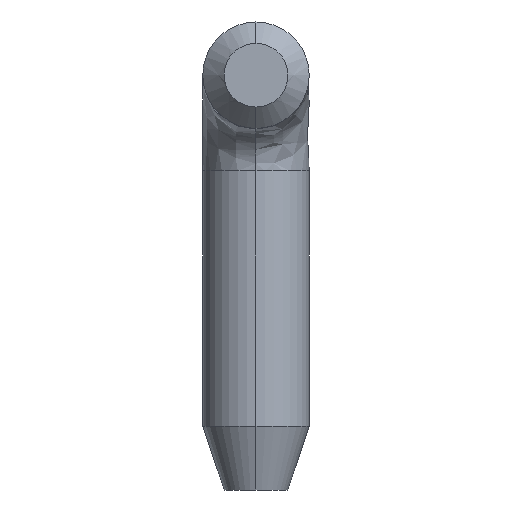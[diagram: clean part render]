
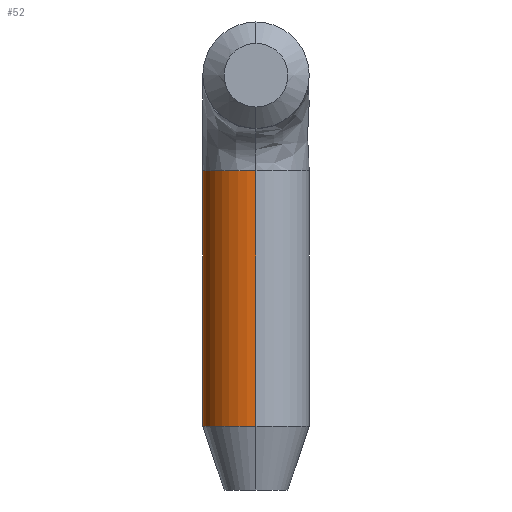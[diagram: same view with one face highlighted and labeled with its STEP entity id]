
A CAD part, left-side view. The second image highlights one B-rep face of the part: STEP entity #52.
In plain terms, the highlighted cylindrical face has radius 2.5 mm (diameter 5 mm), a partial arc.
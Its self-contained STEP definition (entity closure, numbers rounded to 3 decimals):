
#52=ADVANCED_FACE('',(#189),#188,.T.);
#188=CYLINDRICAL_SURFACE('',#423,2.5);
#189=FACE_OUTER_BOUND('',#424,.T.);
#420=CARTESIAN_POINT('',(57.5,0.,-17.7));
#421=DIRECTION('',(0.,0.,-1.));
#422=DIRECTION('',(-1.,0.,0.));
#423=AXIS2_PLACEMENT_3D('',#420,#421,#422);
#424=EDGE_LOOP('',(#548,#549,#550,#551));
#548=ORIENTED_EDGE('',*,*,#626,.F.);
#549=ORIENTED_EDGE('',*,*,#627,.F.);
#550=ORIENTED_EDGE('',*,*,#596,.T.);
#551=ORIENTED_EDGE('',*,*,#628,.T.);
#596=EDGE_CURVE('',#642,#643,#644,.T.);
#626=EDGE_CURVE('',#846,#847,#848,.T.);
#627=EDGE_CURVE('',#642,#846,#854,.T.);
#628=EDGE_CURVE('',#643,#847,#860,.T.);
#642=VERTEX_POINT('',#946);
#643=VERTEX_POINT('',#947);
#644=CIRCLE('',#951,2.5);
#846=VERTEX_POINT('',#1083);
#847=VERTEX_POINT('',#1084);
#848=CIRCLE('',#1088,2.5);
#854=(BOUNDED_CURVE() B_SPLINE_CURVE(1,(#1089,#1090),.UNSPECIFIED.,.F.,.F.) B_SPLINE_CURVE_WITH_KNOTS((2,2),(0.083,0.917),.UNSPECIFIED.) CURVE() GEOMETRIC_REPRESENTATION_ITEM() RATIONAL_B_SPLINE_CURVE((1.,1.)) REPRESENTATION_ITEM('') );
#860=(BOUNDED_CURVE() B_SPLINE_CURVE(1,(#1091,#1092),.UNSPECIFIED.,.F.,.F.) B_SPLINE_CURVE_WITH_KNOTS((2,2),(0.083,0.917),.UNSPECIFIED.) CURVE() GEOMETRIC_REPRESENTATION_ITEM() RATIONAL_B_SPLINE_CURVE((0.75,0.75)) REPRESENTATION_ITEM('') );
#946=CARTESIAN_POINT('',(55.,0.,-4.5));
#947=CARTESIAN_POINT('',(60.,0.,-4.5));
#948=CARTESIAN_POINT('',(57.5,0.,-4.5));
#949=DIRECTION('',(0.,0.,-1.));
#950=DIRECTION('',(1.,0.,0.));
#951=AXIS2_PLACEMENT_3D('',#948,#949,#950);
#1083=CARTESIAN_POINT('',(55.,0.,-16.5));
#1084=CARTESIAN_POINT('',(60.,0.,-16.5));
#1085=CARTESIAN_POINT('',(57.5,0.,-16.5));
#1086=DIRECTION('',(0.,0.,-1.));
#1087=DIRECTION('',(1.,0.,0.));
#1088=AXIS2_PLACEMENT_3D('',#1085,#1086,#1087);
#1089=CARTESIAN_POINT('',(55.,0.,-4.5));
#1090=CARTESIAN_POINT('',(55.,0.,-16.5));
#1091=CARTESIAN_POINT('',(60.,0.,-4.5));
#1092=CARTESIAN_POINT('',(60.,0.,-16.5));
